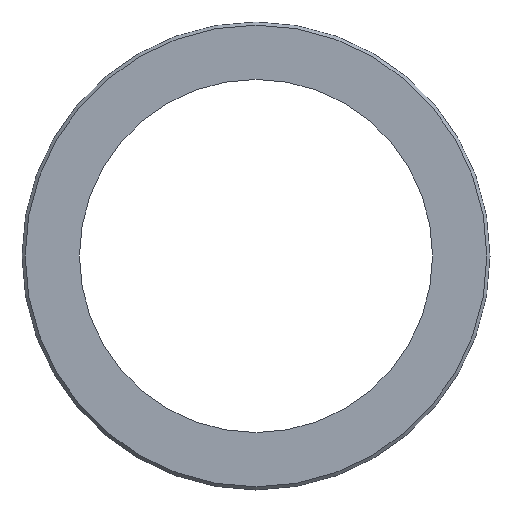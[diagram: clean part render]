
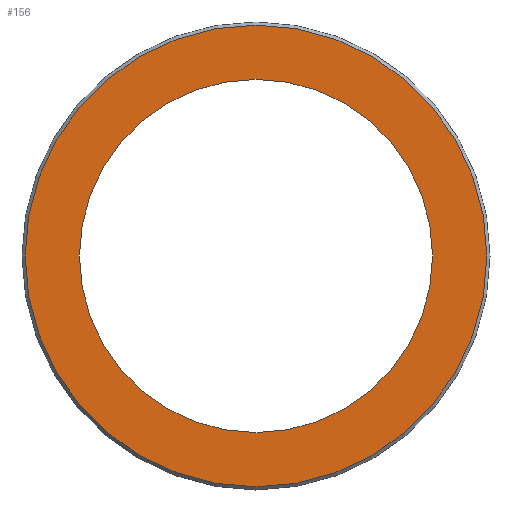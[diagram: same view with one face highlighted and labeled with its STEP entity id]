
A CAD part, left-side view. The second image highlights one B-rep face of the part: STEP entity #156.
In plain terms, the highlighted planar face has unit normal (-1, 0, 0).
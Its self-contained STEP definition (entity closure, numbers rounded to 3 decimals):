
#5 = DIRECTION ( 'NONE',  ( 0., 0., 1. ) ) ;
#11 = EDGE_CURVE ( 'NONE', #331, #331, #55, .T. ) ;
#17 = CARTESIAN_POINT ( 'NONE',  ( 0., 41.5, 0. ) ) ;
#27 = CARTESIAN_POINT ( 'NONE',  ( 0., 0., 54.25 ) ) ;
#31 = CARTESIAN_POINT ( 'NONE',  ( 0., 0., 0. ) ) ;
#50 = CARTESIAN_POINT ( 'NONE',  ( 0., 0., 0. ) ) ;
#55 = CIRCLE ( 'NONE', #201, 41.5 ) ;
#61 = ORIENTED_EDGE ( 'NONE', *, *, #310, .T. ) ;
#67 = FACE_BOUND ( 'NONE', #247, .T. ) ;
#75 = DIRECTION ( 'NONE',  ( -1., 0., 0. ) ) ;
#96 = ORIENTED_EDGE ( 'NONE', *, *, #11, .F. ) ;
#130 = EDGE_LOOP ( 'NONE', ( #61 ) ) ;
#152 = DIRECTION ( 'NONE',  ( -1., 0., 0. ) ) ;
#156 = ADVANCED_FACE ( 'NONE', ( #225, #67 ), #324, .T. ) ;
#161 = VERTEX_POINT ( 'NONE', #27 ) ;
#168 = DIRECTION ( 'NONE',  ( -1., 0., 0. ) ) ;
#180 = CIRCLE ( 'NONE', #188, 54.25 ) ;
#188 = AXIS2_PLACEMENT_3D ( 'NONE', #50, #75, #330 ) ;
#189 = CARTESIAN_POINT ( 'NONE',  ( 0., 0., 41.5 ) ) ;
#201 = AXIS2_PLACEMENT_3D ( 'NONE', #31, #168, #5 ) ;
#225 = FACE_OUTER_BOUND ( 'NONE', #130, .T. ) ;
#247 = EDGE_LOOP ( 'NONE', ( #96 ) ) ;
#286 = AXIS2_PLACEMENT_3D ( 'NONE', #17, #152, #325 ) ;
#310 = EDGE_CURVE ( 'NONE', #161, #161, #180, .T. ) ;
#324 = PLANE ( 'NONE',  #286 ) ;
#325 = DIRECTION ( 'NONE',  ( 0., 0., 1. ) ) ;
#330 = DIRECTION ( 'NONE',  ( 0., 0., 1. ) ) ;
#331 = VERTEX_POINT ( 'NONE', #189 ) ;
